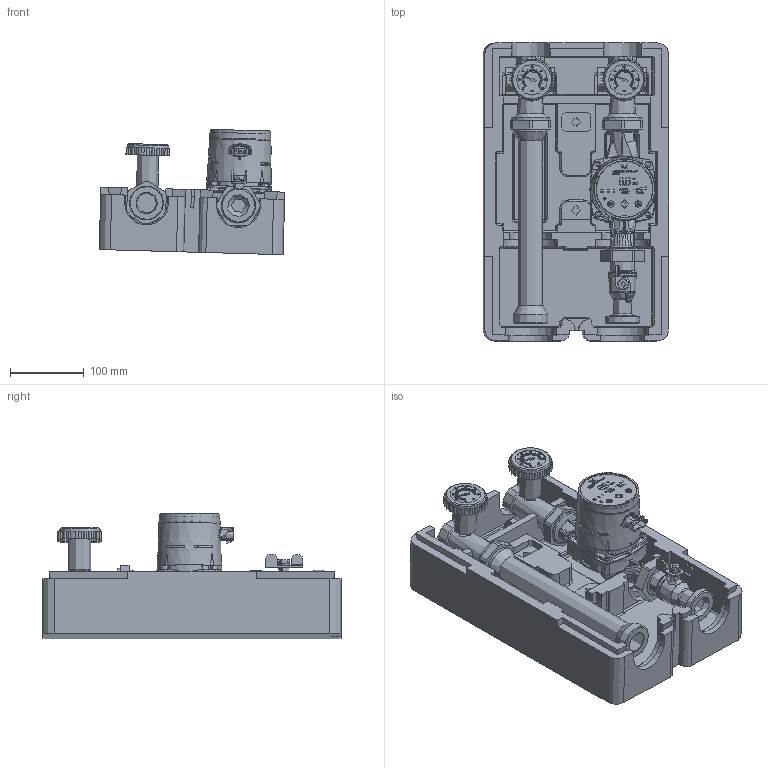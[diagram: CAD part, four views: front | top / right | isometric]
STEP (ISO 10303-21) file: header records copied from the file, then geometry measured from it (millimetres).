
FILE_DESCRIPTION(/* description */ (''),/* implementation_level */ '2;1');
FILE_NAME(/* name */ 'SA125-DN25_Grundfos_bez pokrywy.stp',/* time_stamp */ '2015-11-26T21:34:53+01:00',/* author */ ('ARTUR'),/* organization */ (''),/* preprocessor_version */ 'ST-DEVELOPER v15.6',/* originating_system */ 'Autodesk Inventor 2015',/* authorisation */ '');
FILE_SCHEMA (('CONFIG_CONTROL_DESIGN'));
Products named in the file (1): SA125-DN25_Grundfos_bez pokrywy
Bounding box: 252.28 x 405 x 170.33 mm (x, y, z)
Volume: 5228947.5 mm3; surface area: 684068.3 mm2
Topology: 1 solids, 12 shells, 3493 faces, 9560 edges, 6250 vertices
Faces by surface type: plane 2182, cylinder 681, bspline 432, cone 112, torus 48, sphere 38
Full cylindrical faces by diameter (mm): 4.2 x4, 4.75 x4, 6.647 x1, 8 x1, 8.5 x5, 13 x2, 13.654 x2, 15 x1, 20 x1, 24.624 x2, 25 x3, 28 x1, 30 x2, 33 x3, 33.8 x1, 35 x2, 37.8 x1, 38 x1, 41.7 x1, 42 x3, 43.8 x1, 45 x3, 47 x2, 47.7 x1, 47.8 x2, 52 x2, 56 x2, 83 x1
Entity records: 134005 total; most frequent: CARTESIAN_POINT 46205, ORIENTED_EDGE 18664, DIRECTION 16044, EDGE_CURVE 9332, LINE 6464, VECTOR 6464, VERTEX_POINT 6194, AXIS2_PLACEMENT_3D 4790
